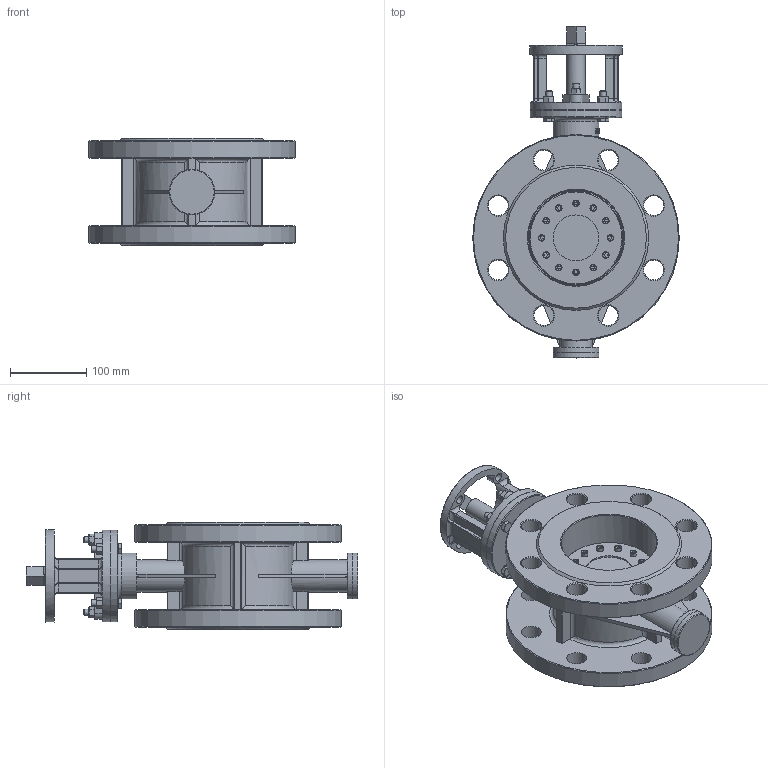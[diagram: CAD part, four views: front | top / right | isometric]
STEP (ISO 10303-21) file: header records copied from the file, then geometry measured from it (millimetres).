
FILE_DESCRIPTION(/* description */ (''),/* implementation_level */ '2;1');
FILE_NAME(/* name */ 'DN125_3D_STEP.stp',/* time_stamp */ '2024-11-16T19:58:08+03:00',/* author */ ('igorr'),/* organization */ (''),/* preprocessor_version */ 'ST-DEVELOPER v20',/* originating_system */ 'Autodesk Inventor 2025',/* authorisation */ '');
FILE_SCHEMA (('AUTOMOTIVE_DESIGN { 1 0 10303 214 3 1 1 }'));
Length unit declared in the file: millimetre
Products named in the file (5): Сборка; Деталь; AS 1420 - 1973 - M5 x 10; AS 1110 - M8 x 35; ANSI B18.2.4.2M - M8x1,25
Assembly tree (23 placements, depth 2):
  Сборка
    Деталь
    ANSI B18.2.4.2M - M8x1,25  x6
    AS 1420 - 1973 - M5 x 10  x12
    AS 1110 - M8 x 35  x4
Bounding box: 270 x 434 x 140 mm (x, y, z)
Volume: 3468489.6 mm3; surface area: 490931 mm2
Topology: 23 solids, 23 shells, 818 faces, 1949 edges, 1216 vertices
Faces by surface type: plane 369, cylinder 187, cone 163, bspline 53, torus 46
Full cylindrical faces by diameter (mm): 5 x12, 6 x12, 6.647 x6, 7 x4, 8 x6, 8.5 x12, 11 x4, 13 x4, 24.042 x2, 26 x16, 54 x1, 60 x4, 69.624 x1, 110 x1, 120 x2, 121 x1, 122 x1, 125 x2, 270 x2
Entity records: 17058 total; most frequent: CARTESIAN_POINT 5449, ORIENTED_EDGE 2302, DIRECTION 2242, EDGE_CURVE 1151, AXIS2_PLACEMENT_3D 882, VERTEX_POINT 716, EDGE_LOOP 559, LINE 478
